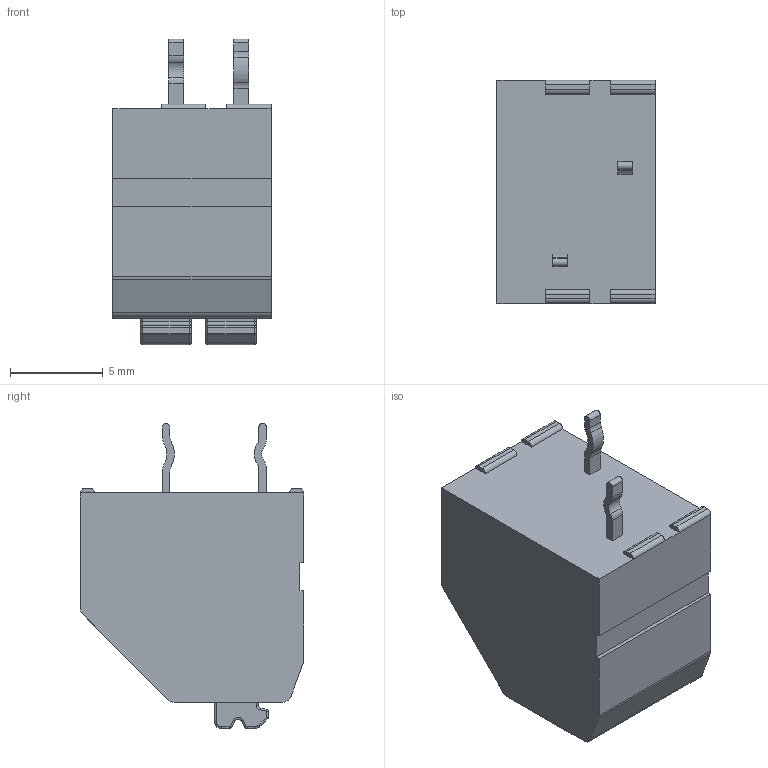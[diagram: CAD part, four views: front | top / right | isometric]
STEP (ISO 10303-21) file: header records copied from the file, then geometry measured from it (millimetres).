
FILE_DESCRIPTION((''),'2;1');
FILE_NAME('C-1-2834011-2','2017-02-06T',('workeradm'),('Tyco Electronics Ltd.'),'CREO PARAMETRIC BY PTC INC, 2016050','CREO PARAMETRIC BY PTC INC, 2016050','');
FILE_SCHEMA(('AUTOMOTIVE_DESIGN { 1 0 10303 214 1 1 1 1 }'));
Length unit declared in the file: millimetre
Products named in the file (1): C-1-2834011-2
Bounding box: 8.5 x 12 x 16.43 mm (x, y, z)
Volume: 976.3 mm3; surface area: 809.9 mm2
Topology: 1 solids, 1 shells, 255 faces, 659 edges, 406 vertices
Faces by surface type: plane 112, cylinder 107, torus 16, sphere 12, bspline 8
Entity records: 8024 total; most frequent: CARTESIAN_POINT 1512, DIRECTION 1378, ORIENTED_EDGE 1318, EDGE_CURVE 659, AXIS2_PLACEMENT_3D 484, VECTOR 410, LINE 410, VERTEX_POINT 406
